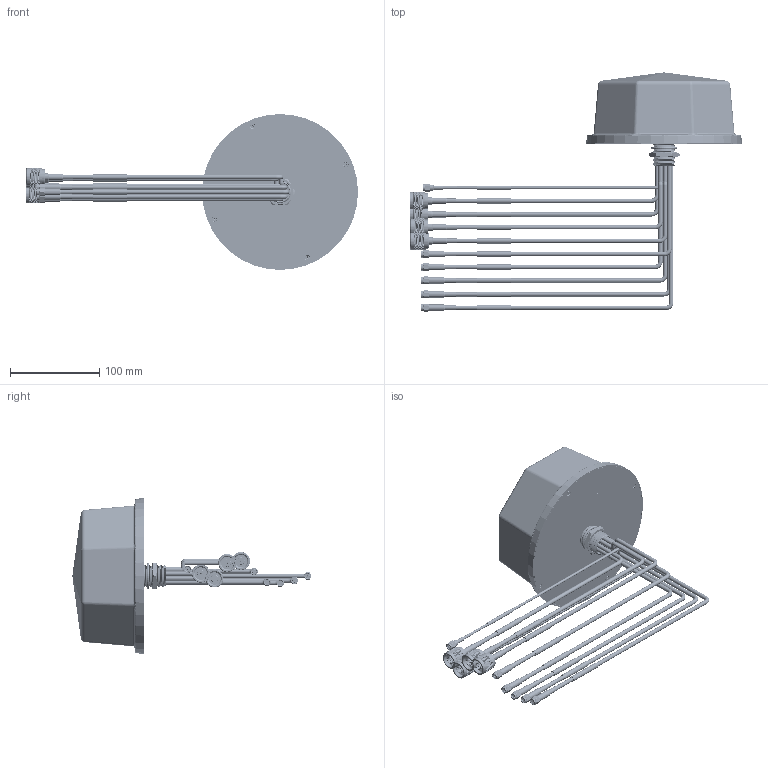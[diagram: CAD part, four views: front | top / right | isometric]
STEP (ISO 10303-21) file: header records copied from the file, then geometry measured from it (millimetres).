
FILE_DESCRIPTION (( 'STEP AP214' ), '1' );
FILE_NAME ('FMANOM1118_3D.step', '2023-08-04T22:26:51', ( '' ), ( '' ), 'SwSTEP 2.0', 'SolidWorks 2022', '' );
FILE_SCHEMA (( 'AUTOMOTIVE_DESIGN' ));
Length unit declared in the file: inch
Products named in the file (11): O-29X3^FMANOM1118; DIANLAN-451^FMANOM1118; CB451YD_02^FMANOM1118; PE4329_cellular HS^FMANOM1118_CRIMPED; PE4003 ¦ SC7059_GPS^FMANOM1118_heat shrink; LUOMU_M25^FMANOM1118; FMANOM1118_3D; KA3X10^FMANOM1118; PE4769_WI-FI^FMANOM1118; CB451YD_01^FMANOM1118; CB441YD_01^FMANOM1118
Assembly tree (20 placements, depth 2):
  FMANOM1118_3D
    CB441YD_01^FMANOM1118
    CB451YD_01^FMANOM1118
    CB451YD_02^FMANOM1118
    KA3X10^FMANOM1118  x4
    DIANLAN-451^FMANOM1118
    O-29X3^FMANOM1118
    LUOMU_M25^FMANOM1118
    PE4003 ¦ SC7059_GPS^FMANOM1118_heat shrink
    PE4329_cellular HS^FMANOM1118_CRIMPED  x4
    PE4769_WI-FI^FMANOM1118  x5
Bounding box: 372.83 x 268.79 x 175 mm (x, y, z)
Volume: 266058.7 mm3; surface area: 256799 mm2
Topology: 34 solids, 39 shells, 11201 faces, 24479 edges, 13460 vertices
Faces by surface type: bspline 7320, cylinder 2837, plane 479, cone 351, torus 206, sphere 8
Entity records: 133281 total; most frequent: CARTESIAN_POINT 80704, ORIENTED_EDGE 14434, EDGE_CURVE 7217, DIRECTION 5843, VERTEX_POINT 4034, EDGE_LOOP 3355, FACE_OUTER_BOUND 3281, ADVANCED_FACE 3281
